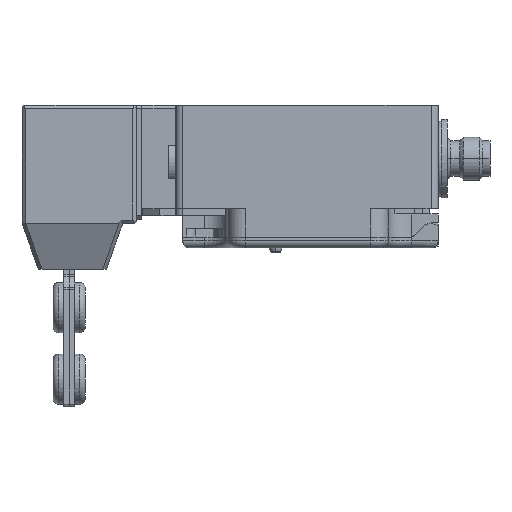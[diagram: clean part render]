
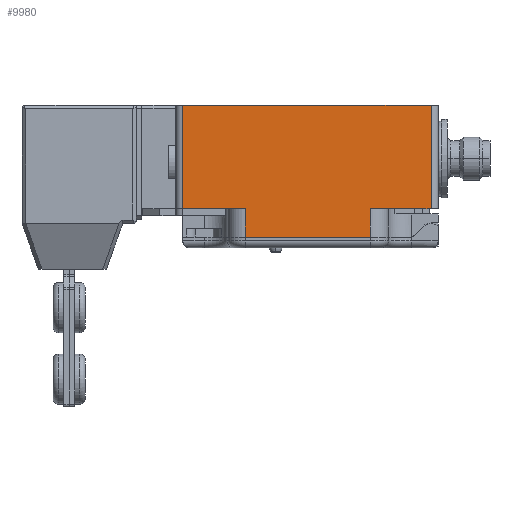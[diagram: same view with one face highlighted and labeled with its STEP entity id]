
A CAD part, left-side view. The second image highlights one B-rep face of the part: STEP entity #9980.
In plain terms, the highlighted planar face has unit normal (-1, 0, 0).
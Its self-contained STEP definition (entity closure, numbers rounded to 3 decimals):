
#183=DIRECTION('',(0.,-1.,0.));
#184=VECTOR('',#183,35.);
#185=CARTESIAN_POINT('',(-20.,54.,0.));
#186=LINE('',#185,#184);
#1027=DIRECTION('',(0.,-1.,0.));
#1028=VECTOR('',#1027,17.);
#1029=CARTESIAN_POINT('',(-20.,19.,8.));
#1030=LINE('',#1029,#1028);
#1034=DIRECTION('',(0.,0.,1.));
#1035=VECTOR('',#1034,8.);
#1036=CARTESIAN_POINT('',(-20.,19.,0.));
#1037=LINE('',#1036,#1035);
#1041=DIRECTION('',(0.,0.,1.));
#1042=VECTOR('',#1041,8.);
#1043=CARTESIAN_POINT('',(-20.,54.,0.));
#1044=LINE('',#1043,#1042);
#1048=DIRECTION('',(0.,-1.,0.));
#1049=VECTOR('',#1048,17.5);
#1050=CARTESIAN_POINT('',(-20.,71.5,8.));
#1051=LINE('',#1050,#1049);
#1055=DIRECTION('',(0.,0.,-1.));
#1056=VECTOR('',#1055,29.);
#1057=CARTESIAN_POINT('',(-20.,2.,37.));
#1058=LINE('',#1057,#1056);
#1176=DIRECTION('',(0.,-1.,0.));
#1177=VECTOR('',#1176,69.5);
#1178=CARTESIAN_POINT('',(-20.,71.5,37.));
#1179=LINE('',#1178,#1177);
#2475=DIRECTION('',(0.,0.,-1.));
#2476=VECTOR('',#2475,29.);
#2477=CARTESIAN_POINT('',(-20.,71.5,37.));
#2478=LINE('',#2477,#2476);
#7996=CARTESIAN_POINT('',(-20.,19.,0.));
#7998=VERTEX_POINT('',#7996);
#8001=CARTESIAN_POINT('',(-20.,54.,0.));
#8003=VERTEX_POINT('',#8001);
#8012=CARTESIAN_POINT('',(-20.,19.,8.));
#8013=VERTEX_POINT('',#8012);
#8014=CARTESIAN_POINT('',(-20.,54.,8.));
#8015=VERTEX_POINT('',#8014);
#8232=CARTESIAN_POINT('',(-20.,2.,37.));
#8233=CARTESIAN_POINT('',(-20.,2.,8.));
#8234=VERTEX_POINT('',#8232);
#8235=VERTEX_POINT('',#8233);
#8252=CARTESIAN_POINT('',(-20.,71.5,37.));
#8253=VERTEX_POINT('',#8252);
#8254=CARTESIAN_POINT('',(-20.,71.5,8.));
#8255=VERTEX_POINT('',#8254);
#9959=CARTESIAN_POINT('',(-20.,73.5,0.));
#9960=DIRECTION('',(-1.,0.,0.));
#9961=DIRECTION('',(0.,-1.,0.));
#9962=AXIS2_PLACEMENT_3D('',#9959,#9960,#9961);
#9963=PLANE('',#9962);
#9965=ORIENTED_EDGE('',*,*,#9964,.T.);
#9967=ORIENTED_EDGE('',*,*,#9966,.F.);
#9968=ORIENTED_EDGE('',*,*,#9944,.F.);
#9969=ORIENTED_EDGE('',*,*,#9287,.F.);
#9971=ORIENTED_EDGE('',*,*,#9970,.T.);
#9973=ORIENTED_EDGE('',*,*,#9972,.F.);
#9975=ORIENTED_EDGE('',*,*,#9974,.F.);
#9977=ORIENTED_EDGE('',*,*,#9976,.T.);
#9978=EDGE_LOOP('',(#9965,#9967,#9968,#9969,#9971,#9973,#9975,#9977));
#9979=FACE_OUTER_BOUND('',#9978,.F.);
#9980=ADVANCED_FACE('',(#9979),#9963,.T.);
#9287=EDGE_CURVE('',#8003,#7998,#186,.T.);
#9944=EDGE_CURVE('',#7998,#8013,#1037,.T.);
#9964=EDGE_CURVE('',#8234,#8235,#1058,.T.);
#9966=EDGE_CURVE('',#8013,#8235,#1030,.T.);
#9970=EDGE_CURVE('',#8003,#8015,#1044,.T.);
#9972=EDGE_CURVE('',#8255,#8015,#1051,.T.);
#9974=EDGE_CURVE('',#8253,#8255,#2478,.T.);
#9976=EDGE_CURVE('',#8253,#8234,#1179,.T.);
